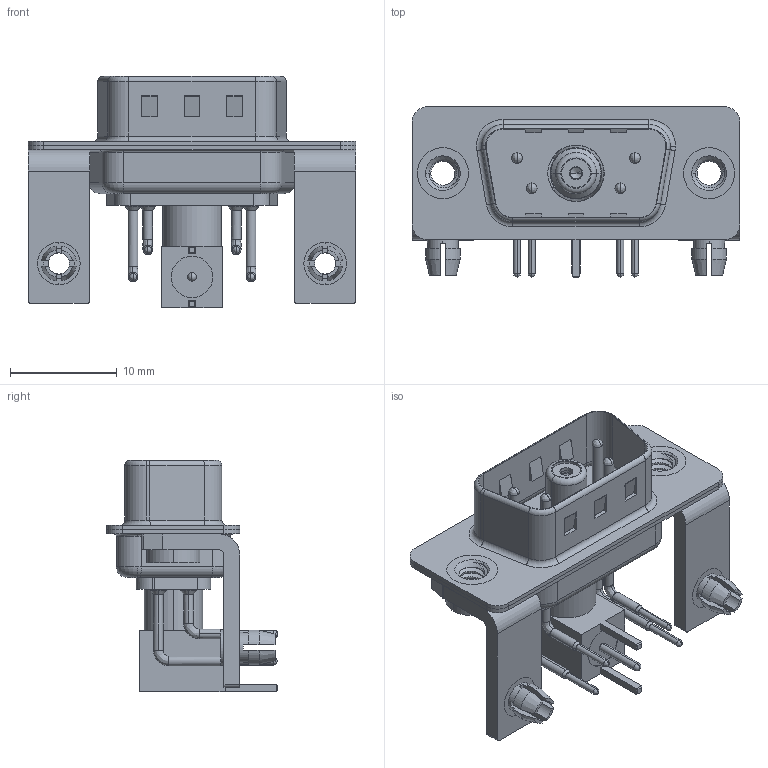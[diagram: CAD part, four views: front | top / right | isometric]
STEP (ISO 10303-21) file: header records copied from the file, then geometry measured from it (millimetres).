
FILE_DESCRIPTION (( 'STEP AP203' ), '1' );
FILE_NAME ('629-5W1-240-5TB.STEP', '2022-05-05T00:58:27', ( '' ), ( '' ), 'SwSTEP 2.0', 'SolidWorks 2020', '' );
FILE_SCHEMA (( 'CONFIG_CONTROL_DESIGN' ));
Length unit declared in the file: millimetre
Products named in the file (17): Insulator RA Pin; 629Combo Threaded Rivet_2; 629Combo Shell Rear_09 Contacts; Co-Ax Jack_RA PC Tail; Co-Ax Jack Assy_RA; Insulator Socket; 629Combo Stabilizer Bracket; RA Back Shell; 629Combo Contact Row 1; Socket_RA; Insulator Socket 2; 629Combo Housing_5W1; 629Combo Shell Front_09 Contacts; 629Combo Contact Row 2; Locking Collar; 629Combo Board Lock; 629-5W1-240-5TB
Assembly tree (21 placements, depth 3):
  629-5W1-240-5TB
    629Combo Housing_5W1
    629Combo Shell Rear_09 Contacts
    629Combo Shell Front_09 Contacts
    629Combo Threaded Rivet_2  x2
    629Combo Stabilizer Bracket  x2
    629Combo Board Lock  x2
    Co-Ax Jack Assy_RA
      Co-Ax Jack_RA PC Tail
      Insulator Socket
      Insulator Socket 2
      Locking Collar
      Socket_RA
      RA Back Shell
      Insulator RA Pin
    629Combo Contact Row 1  x2
    629Combo Contact Row 2  x2
Bounding box: 30.8 x 16 x 21.71 mm (x, y, z)
Volume: 1973.9 mm3; surface area: 5469 mm2
Topology: 20 solids, 20 shells, 1036 faces, 2718 edges, 1743 vertices
Faces by surface type: plane 488, cylinder 396, cone 63, torus 56, bspline 31, sphere 2
Entity records: 25796 total; most frequent: CARTESIAN_POINT 5742, DIRECTION 3958, ORIENTED_EDGE 3690, EDGE_CURVE 1845, AXIS2_PLACEMENT_3D 1448, VERTEX_POINT 1185, VECTOR 1062, LINE 1062
